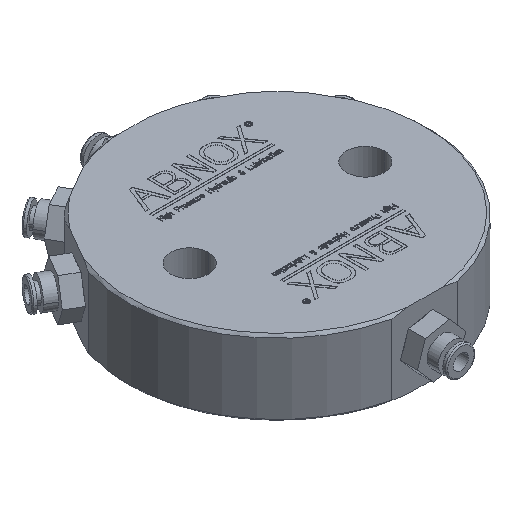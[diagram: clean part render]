
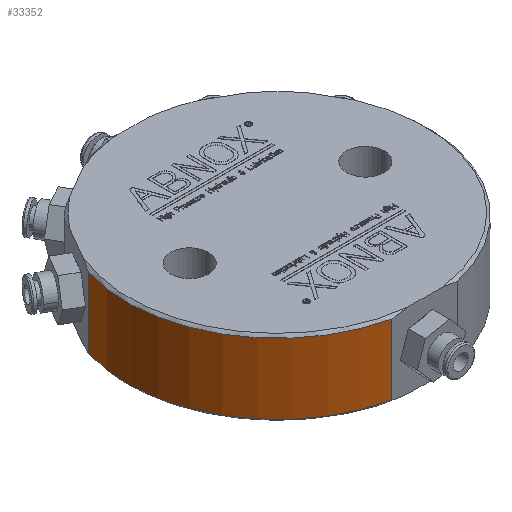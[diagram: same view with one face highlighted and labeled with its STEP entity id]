
A CAD part, isometric view. The second image highlights one B-rep face of the part: STEP entity #33352.
In plain terms, the highlighted cylindrical face has radius 60 mm (diameter 120 mm), a partial arc.
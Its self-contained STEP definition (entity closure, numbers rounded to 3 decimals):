
#183=CARTESIAN_POINT('',(0.,-14.,
0.));
#184=DIRECTION('',(0.,1.,0.));
#185=DIRECTION('',(-0.954,0.,-0.3));
#186=AXIS2_PLACEMENT_3D('',#183,#184,#185);
#242=DIRECTION('',(0.,-1.,0.));
#243=VECTOR('',#242,28.);
#244=CARTESIAN_POINT('',(-57.227,14.,-18.029));
#245=LINE('',#244,#243);
#246=DIRECTION('',(0.,-1.,0.));
#247=VECTOR('',#246,28.);
#248=CARTESIAN_POINT('',(-13.,14.,58.575));
#249=LINE('',#248,#247);
#383=CARTESIAN_POINT('',(0.,14.,
0.));
#384=DIRECTION('',(0.,-1.,0.));
#385=DIRECTION('',(-0.217,0.,0.976));
#386=AXIS2_PLACEMENT_3D('',#383,#384,#385);
#24949=CARTESIAN_POINT('',(-13.,14.,58.575));
#24950=CARTESIAN_POINT('',(-13.,-14.,58.575));
#24951=VERTEX_POINT('',#24949);
#24952=VERTEX_POINT('',#24950);
#25025=CARTESIAN_POINT('',(-57.227,14.,
-18.029));
#25026=CARTESIAN_POINT('',(-57.227,-14.,
-18.029));
#25027=VERTEX_POINT('',#25025);
#25028=VERTEX_POINT('',#25026);
#33339=CARTESIAN_POINT('',(0.,16.5,0.));
#33340=DIRECTION('',(0.,-1.,0.));
#33341=DIRECTION('',(-1.,0.,0.));
#33342=AXIS2_PLACEMENT_3D('',#33339,#33340,#33341);
#33343=CYLINDRICAL_SURFACE('',#33342,60.);
#33344=ORIENTED_EDGE('',*,*,#33153,.F.);
#33346=ORIENTED_EDGE('',*,*,#33345,.F.);
#33348=ORIENTED_EDGE('',*,*,#33347,.T.);
#33349=ORIENTED_EDGE('',*,*,#33246,.F.);
#33350=EDGE_LOOP('',(#33344,#33346,#33348,#33349));
#33351=FACE_OUTER_BOUND('',#33350,.F.);
#33352=ADVANCED_FACE('',(#33351),#33343,.T.);
#187=CIRCLE('',#186,60.);
#387=CIRCLE('',#386,60.);
#33153=EDGE_CURVE('',#25027,#25028,#245,.T.);
#33246=EDGE_CURVE('',#25028,#24952,#187,.T.);
#33345=EDGE_CURVE('',#24951,#25027,#387,.T.);
#33347=EDGE_CURVE('',#24951,#24952,#249,.T.);
